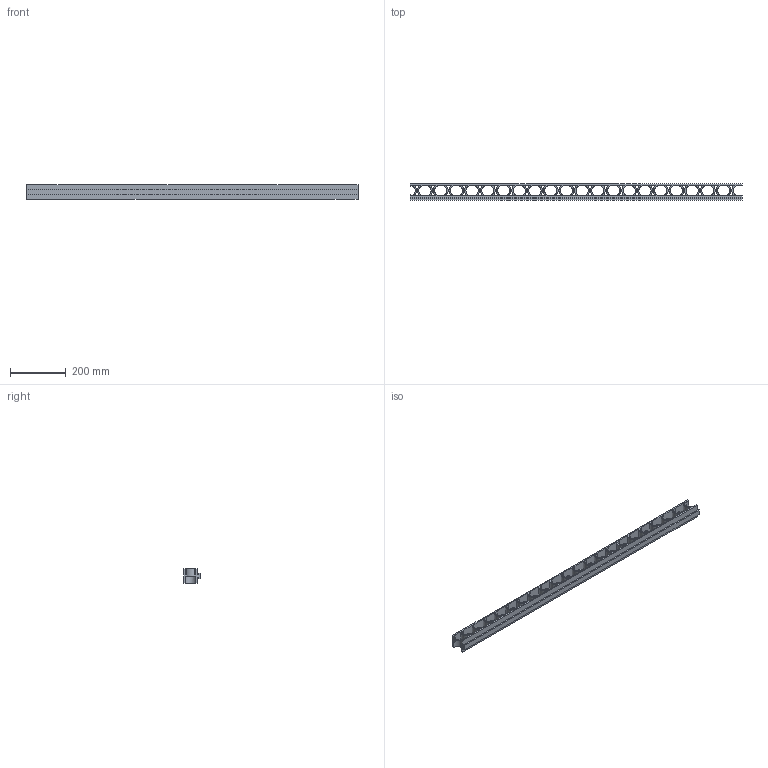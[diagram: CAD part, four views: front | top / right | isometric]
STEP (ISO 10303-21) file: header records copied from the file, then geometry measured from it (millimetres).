
FILE_DESCRIPTION((''),'2;1');
FILE_NAME('DE-461_STANDARD_CIRCLE_DUNNAGE.stp', '2007-03-23T09:41:46',('User'),('SDRC'),'I-DEAS Master Series 9','UNIX', 'Yes');
FILE_SCHEMA(('AUTOMOTIVE_DESIGN { 1 0 10303 214 1 1 1 1 }'));
Length unit declared in the file: inch
Products named in the file (1): DE-461
Bounding box: 1190.62 x 57.78 x 50.8 mm (x, y, z)
Volume: 981970.7 mm3; surface area: 417584.5 mm2
Topology: 1 solids, 1 shells, 154 faces, 580 edges, 386 vertices
Faces by surface type: bspline 154
Entity records: 6731 total; most frequent: CARTESIAN_POINT 3541, ORIENTED_EDGE 1160, EDGE_CURVE 580, VERTEX_POINT 386, B_SPLINE_CURVE_WITH_KNOTS 212, QUASI_UNIFORM_CURVE 194, EDGE_LOOP 194, FACE_OUTER_BOUND 154
